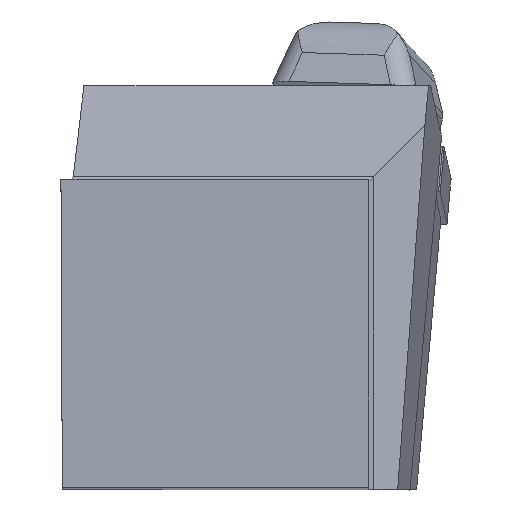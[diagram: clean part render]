
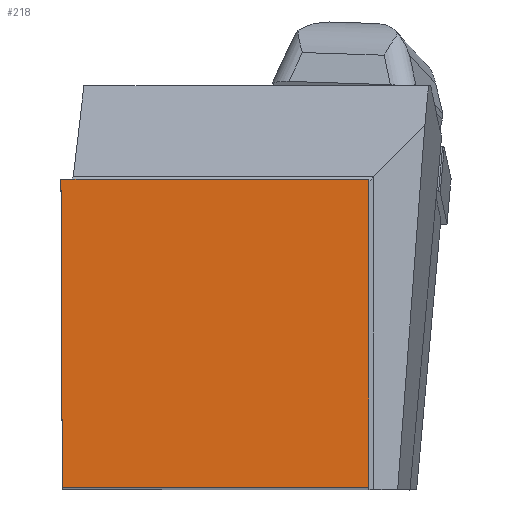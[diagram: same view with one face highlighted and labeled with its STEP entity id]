
A CAD part, top view. The second image highlights one B-rep face of the part: STEP entity #218.
In plain terms, the highlighted planar face has unit normal (0, 0, 1).
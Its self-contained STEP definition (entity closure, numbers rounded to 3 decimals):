
#154=FACE_OUTER_BOUND('',#602,.T.);
#218=ADVANCED_FACE('BLANK_BOXF006',(#154),#276,.F.);
#276=PLANE('',#1430);
#369=LINE('',#2087,#497);
#372=LINE('',#2095,#500);
#375=LINE('',#2101,#503);
#376=LINE('',#2103,#504);
#497=VECTOR('',#1652,1.);
#500=VECTOR('',#1659,1.);
#503=VECTOR('',#1664,1.);
#504=VECTOR('',#1665,1.);
#602=EDGE_LOOP('',(#783,#784,#785,#786));
#783=ORIENTED_EDGE('',*,*,#1205,.T.);
#784=ORIENTED_EDGE('',*,*,#1206,.T.);
#785=ORIENTED_EDGE('',*,*,#1202,.T.);
#786=ORIENTED_EDGE('',*,*,#1198,.T.);
#1060=VERTEX_POINT('',#2086);
#1061=VERTEX_POINT('',#2088);
#1064=VERTEX_POINT('',#2096);
#1066=VERTEX_POINT('',#2102);
#1198=EDGE_CURVE('',#1061,#1060,#369,.T.);
#1202=EDGE_CURVE('',#1064,#1061,#372,.T.);
#1205=EDGE_CURVE('',#1060,#1066,#375,.T.);
#1206=EDGE_CURVE('',#1066,#1064,#376,.T.);
#1430=AXIS2_PLACEMENT_3D('',#2104,#1666,#1667);
#1652=DIRECTION('',(1.,0.,0.));
#1659=DIRECTION('',(0.004,-1.,0.));
#1664=DIRECTION('',(0.,1.,0.));
#1665=DIRECTION('',(-1.,0.,0.));
#1666=DIRECTION('',(0.,0.,-1.));
#1667=DIRECTION('',(1.,0.,0.));
#2086=CARTESIAN_POINT('',(31.85,0.,0.));
#2087=CARTESIAN_POINT('',(-187.35,0.,0.));
#2088=CARTESIAN_POINT('',(0.139,0.,0.));
#2095=CARTESIAN_POINT('',(-0.678,187.348,0.));
#2096=CARTESIAN_POINT('',(0.,31.85,0.));
#2101=CARTESIAN_POINT('',(31.85,-187.35,0.));
#2102=CARTESIAN_POINT('',(31.85,31.85,0.));
#2103=CARTESIAN_POINT('',(187.35,31.85,0.));
#2104=CARTESIAN_POINT('',(56.35,-5.,0.));
